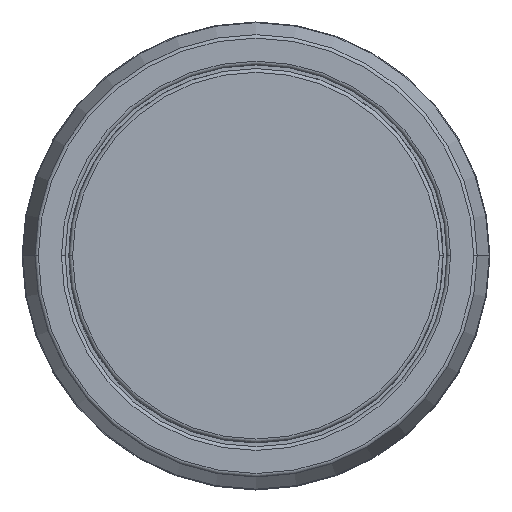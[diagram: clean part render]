
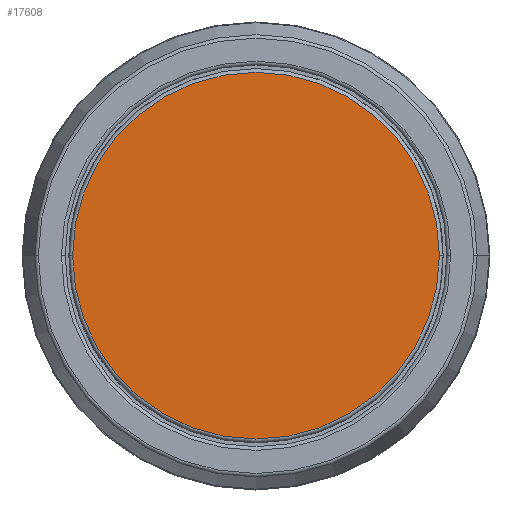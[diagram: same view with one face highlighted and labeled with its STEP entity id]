
A CAD part, top view. The second image highlights one B-rep face of the part: STEP entity #17608.
In plain terms, the highlighted planar face has unit normal (0, 0, 1).
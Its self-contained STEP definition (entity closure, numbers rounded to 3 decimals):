
#1803 = DIRECTION ( 'NONE',  ( 0., 0., 1. ) ) ;
#2284 = AXIS2_PLACEMENT_3D ( 'NONE', #5229, #1803, #19353 ) ;
#2378 = PLANE ( 'NONE',  #12376 ) ;
#2947 = VERTEX_POINT ( 'NONE', #15476 ) ;
#4515 = DIRECTION ( 'NONE',  ( 1., 0., 0. ) ) ;
#5229 = CARTESIAN_POINT ( 'NONE',  ( 0., 0., 4.525 ) ) ;
#5732 = CARTESIAN_POINT ( 'NONE',  ( 0., 0., 4.525 ) ) ;
#5960 = EDGE_LOOP ( 'NONE', ( #20392, #11932 ) ) ;
#6597 = EDGE_CURVE ( 'NONE', #21715, #2947, #8131, .T. ) ;
#8131 = CIRCLE ( 'NONE', #2284, 4.9 ) ;
#8376 = CIRCLE ( 'NONE', #10563, 4.9 ) ;
#9344 = CARTESIAN_POINT ( 'NONE',  ( 0., 0., 4.525 ) ) ;
#9512 = DIRECTION ( 'NONE',  ( 0., 0., 1. ) ) ;
#9660 = CARTESIAN_POINT ( 'NONE',  ( 4.9, 0., 4.525 ) ) ;
#9699 = EDGE_CURVE ( 'NONE', #2947, #21715, #8376, .T. ) ;
#10563 = AXIS2_PLACEMENT_3D ( 'NONE', #5732, #9512, #17919 ) ;
#11932 = ORIENTED_EDGE ( 'NONE', *, *, #9699, .T. ) ;
#12376 = AXIS2_PLACEMENT_3D ( 'NONE', #9344, #21643, #4515 ) ;
#14560 = FACE_OUTER_BOUND ( 'NONE', #5960, .T. ) ;
#15476 = CARTESIAN_POINT ( 'NONE',  ( -4.9, 0., 4.525 ) ) ;
#17608 = ADVANCED_FACE ( 'NONE', ( #14560 ), #2378, .T. ) ;
#17919 = DIRECTION ( 'NONE',  ( 1., 0., 0. ) ) ;
#19353 = DIRECTION ( 'NONE',  ( 1., 0., 0. ) ) ;
#20392 = ORIENTED_EDGE ( 'NONE', *, *, #6597, .T. ) ;
#21643 = DIRECTION ( 'NONE',  ( 0., 0., 1. ) ) ;
#21715 = VERTEX_POINT ( 'NONE', #9660 ) ;
